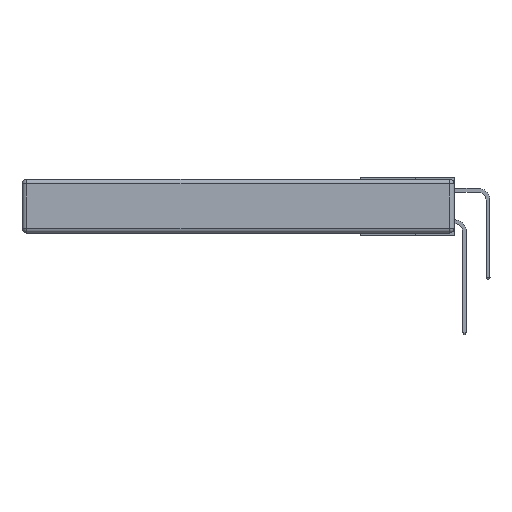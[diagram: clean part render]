
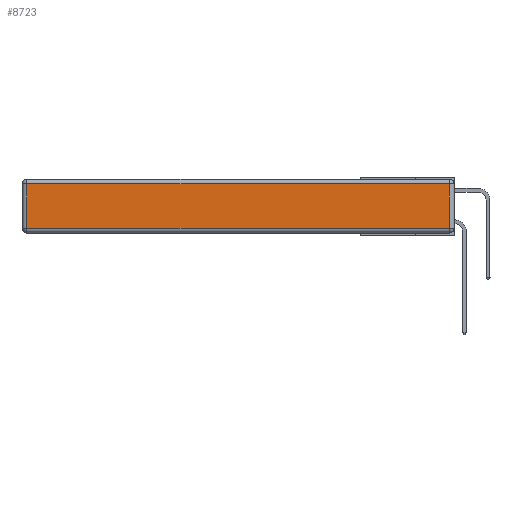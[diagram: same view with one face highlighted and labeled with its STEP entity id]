
A CAD part, left-side view. The second image highlights one B-rep face of the part: STEP entity #8723.
In plain terms, the highlighted planar face has unit normal (-1, 0, 0).
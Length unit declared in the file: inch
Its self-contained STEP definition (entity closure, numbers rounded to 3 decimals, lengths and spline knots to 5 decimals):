
#392 = VERTEX_POINT ( 'NONE', #15275 ) ;
#595 = ORIENTED_EDGE ( 'NONE', *, *, #16371, .T. ) ;
#1639 = CARTESIAN_POINT ( 'NONE',  ( 0., 0.03, -0.03 ) ) ;
#1905 = LINE ( 'NONE', #16103, #14699 ) ;
#3044 = VERTEX_POINT ( 'NONE', #15734 ) ;
#3434 = EDGE_CURVE ( 'NONE', #14980, #3044, #9491, .T. ) ;
#3439 = DIRECTION ( 'NONE',  ( 0., 0., 1. ) ) ;
#3698 = FACE_OUTER_BOUND ( 'NONE', #15366, .T. ) ;
#3938 = CARTESIAN_POINT ( 'NONE',  ( 0., 2.75, -0.03 ) ) ;
#4422 = CARTESIAN_POINT ( 'NONE',  ( 0., 0., -0.313 ) ) ;
#4508 = ORIENTED_EDGE ( 'NONE', *, *, #9830, .T. ) ;
#4804 = VECTOR ( 'NONE', #9263, 39.37008 ) ;
#4930 = PLANE ( 'NONE',  #15732 ) ;
#5205 = LINE ( 'NONE', #11733, #19207 ) ;
#6173 = VERTEX_POINT ( 'NONE', #1639 ) ;
#6760 = DIRECTION ( 'NONE',  ( 0., 0., 1. ) ) ;
#7062 = EDGE_CURVE ( 'NONE', #392, #14980, #5205, .T. ) ;
#8169 = DIRECTION ( 'NONE',  ( -1., 0., 0. ) ) ;
#8174 = CARTESIAN_POINT ( 'NONE',  ( 0., 2.72, -0.313 ) ) ;
#8533 = DIRECTION ( 'NONE',  ( 0., 0., -1. ) ) ;
#8723 = ADVANCED_FACE ( 'NONE', ( #3698 ), #4930, .T. ) ;
#9263 = DIRECTION ( 'NONE',  ( 0., -1., 0. ) ) ;
#9314 = VECTOR ( 'NONE', #16314, 39.37008 ) ;
#9491 = LINE ( 'NONE', #4422, #4804 ) ;
#9523 = ORIENTED_EDGE ( 'NONE', *, *, #7062, .T. ) ;
#9804 = LINE ( 'NONE', #3938, #9314 ) ;
#9830 = EDGE_CURVE ( 'NONE', #6173, #392, #9804, .T. ) ;
#11733 = CARTESIAN_POINT ( 'NONE',  ( 0., 2.72, -0.343 ) ) ;
#14699 = VECTOR ( 'NONE', #6760, 39.37008 ) ;
#14980 = VERTEX_POINT ( 'NONE', #8174 ) ;
#15275 = CARTESIAN_POINT ( 'NONE',  ( 0., 2.72, -0.03 ) ) ;
#15366 = EDGE_LOOP ( 'NONE', ( #16248, #595, #4508, #9523 ) ) ;
#15732 = AXIS2_PLACEMENT_3D ( 'NONE', #17509, #8169, #3439 ) ;
#15734 = CARTESIAN_POINT ( 'NONE',  ( 0., 0.03, -0.313 ) ) ;
#16103 = CARTESIAN_POINT ( 'NONE',  ( 0., 0.03, -0.343 ) ) ;
#16248 = ORIENTED_EDGE ( 'NONE', *, *, #3434, .T. ) ;
#16314 = DIRECTION ( 'NONE',  ( 0., 1., 0. ) ) ;
#16371 = EDGE_CURVE ( 'NONE', #3044, #6173, #1905, .T. ) ;
#17509 = CARTESIAN_POINT ( 'NONE',  ( 0., 0., -0.343 ) ) ;
#19207 = VECTOR ( 'NONE', #8533, 39.37008 ) ;
